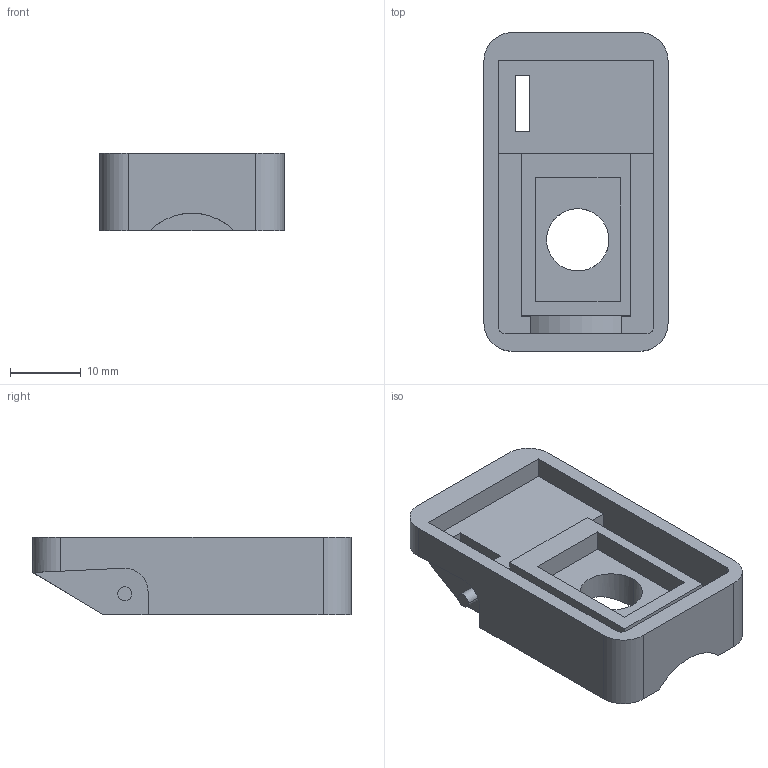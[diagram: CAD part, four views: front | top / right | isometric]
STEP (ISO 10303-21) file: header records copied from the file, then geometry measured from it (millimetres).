
FILE_DESCRIPTION (( 'STEP AP203' ), '1' );
FILE_NAME ('oximeter_atasv21.STEP', '2021-05-10T08:58:36', ( '' ), ( '' ), 'SwSTEP 2.0', 'SolidWorks 2017', '' );
FILE_SCHEMA (( 'CONFIG_CONTROL_DESIGN' ));
Length unit declared in the file: millimetre
Products named in the file (1): oximeter_atasv21
Bounding box: 26 x 45 x 11 mm (x, y, z)
Volume: 5819.6 mm3; surface area: 5457.7 mm2
Topology: 1 solids, 1 shells, 58 faces, 157 edges, 104 vertices
Faces by surface type: plane 42, cylinder 16
Entity records: 1964 total; most frequent: CARTESIAN_POINT 402, ORIENTED_EDGE 314, DIRECTION 297, EDGE_CURVE 157, LINE 123, VECTOR 123, VERTEX_POINT 104, AXIS2_PLACEMENT_3D 87
